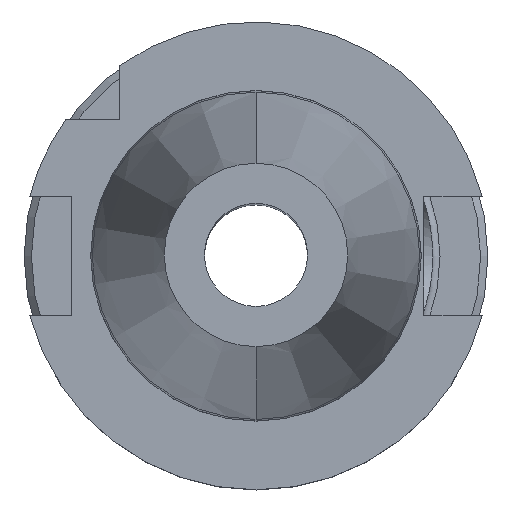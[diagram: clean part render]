
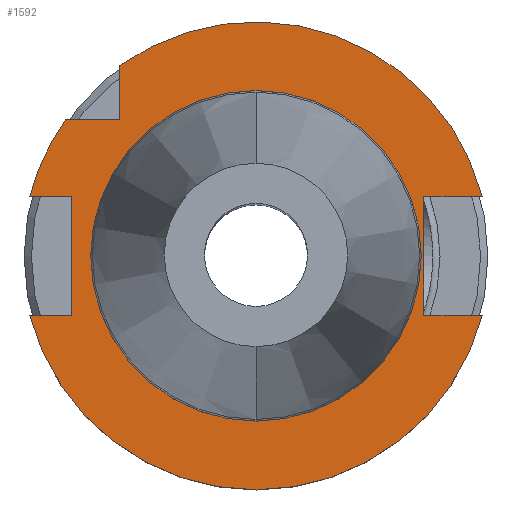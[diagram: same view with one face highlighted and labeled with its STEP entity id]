
A CAD part, top view. The second image highlights one B-rep face of the part: STEP entity #1592.
In plain terms, the highlighted planar face has unit normal (0, 0, 1).
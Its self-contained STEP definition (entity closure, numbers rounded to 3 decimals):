
#143=DIRECTION('',(0.,-1.,0.));
#144=VECTOR('',#143,7.334);
#145=CARTESIAN_POINT('',(-18.5,25.834,-3.2));
#146=LINE('',#145,#144);
#150=DIRECTION('',(-1.,0.,0.));
#151=VECTOR('',#150,7.938);
#152=CARTESIAN_POINT('',(30.738,8.05,-3.2));
#153=LINE('',#152,#151);
#157=DIRECTION('',(0.,1.,0.));
#158=VECTOR('',#157,16.1);
#159=CARTESIAN_POINT('',(22.8,-8.05,-3.2));
#160=LINE('',#159,#158);
#164=DIRECTION('',(-1.,0.,0.));
#165=VECTOR('',#164,7.938);
#166=CARTESIAN_POINT('',(30.738,-8.05,-3.2));
#167=LINE('',#166,#165);
#171=DIRECTION('',(1.,0.,0.));
#172=VECTOR('',#171,5.738);
#173=CARTESIAN_POINT('',(-30.738,-8.05,-3.2));
#174=LINE('',#173,#172);
#178=DIRECTION('',(0.,1.,0.));
#179=VECTOR('',#178,16.1);
#180=CARTESIAN_POINT('',(-25.,-8.05,-3.2));
#181=LINE('',#180,#179);
#185=DIRECTION('',(1.,0.,0.));
#186=VECTOR('',#185,5.738);
#187=CARTESIAN_POINT('',(-30.738,8.05,-3.2));
#188=LINE('',#187,#186);
#192=DIRECTION('',(1.,0.,0.));
#193=VECTOR('',#192,7.334);
#194=CARTESIAN_POINT('',(-25.834,18.5,-3.2));
#195=LINE('',#194,#193);
#213=CARTESIAN_POINT('',(0.,0.,-3.2));
#214=DIRECTION('',(0.,0.,1.));
#215=DIRECTION('',(0.,1.,0.));
#216=AXIS2_PLACEMENT_3D('',#213,#214,#215);
#221=CARTESIAN_POINT('',(0.,0.,-3.2));
#222=DIRECTION('',(0.,0.,-1.));
#223=DIRECTION('',(0.,1.,0.));
#224=AXIS2_PLACEMENT_3D('',#221,#222,#223);
#763=CARTESIAN_POINT('',(0.,0.,-3.2));
#764=DIRECTION('',(0.,0.,1.));
#765=DIRECTION('',(-0.967,-0.253,0.));
#766=AXIS2_PLACEMENT_3D('',#763,#764,#765);
#808=CARTESIAN_POINT('',(0.,0.,-3.2));
#809=DIRECTION('',(0.,0.,1.));
#810=DIRECTION('',(0.967,0.253,0.));
#811=AXIS2_PLACEMENT_3D('',#808,#809,#810);
#823=CARTESIAN_POINT('',(0.,0.,-3.2));
#824=DIRECTION('',(0.,0.,1.));
#825=DIRECTION('',(-0.813,0.582,0.));
#826=AXIS2_PLACEMENT_3D('',#823,#824,#825);
#1229=CARTESIAN_POINT('',(0.,22.334,-3.2));
#1231=VERTEX_POINT('',#1229);
#1239=CARTESIAN_POINT('',(0.,-22.334,-3.2));
#1241=VERTEX_POINT('',#1239);
#1257=CARTESIAN_POINT('',(30.738,8.05,-3.2));
#1258=VERTEX_POINT('',#1257);
#1259=CARTESIAN_POINT('',(30.738,-8.05,-3.2));
#1260=VERTEX_POINT('',#1259);
#1261=CARTESIAN_POINT('',(22.8,-8.05,-3.2));
#1262=CARTESIAN_POINT('',(22.8,8.05,-3.2));
#1263=VERTEX_POINT('',#1261);
#1264=VERTEX_POINT('',#1262);
#1307=CARTESIAN_POINT('',(-30.738,8.05,-3.2));
#1308=VERTEX_POINT('',#1307);
#1309=CARTESIAN_POINT('',(-30.738,-8.05,-3.2));
#1310=VERTEX_POINT('',#1309);
#1311=CARTESIAN_POINT('',(-25.,-8.05,-3.2));
#1312=CARTESIAN_POINT('',(-25.,8.05,-3.2));
#1313=VERTEX_POINT('',#1311);
#1314=VERTEX_POINT('',#1312);
#1339=CARTESIAN_POINT('',(-18.5,25.834,-3.2));
#1340=VERTEX_POINT('',#1339);
#1341=CARTESIAN_POINT('',(-25.834,18.5,-3.2));
#1342=VERTEX_POINT('',#1341);
#1343=CARTESIAN_POINT('',(-18.5,18.5,-3.2));
#1344=VERTEX_POINT('',#1343);
#1560=CARTESIAN_POINT('',(0.,0.,-3.2));
#1561=DIRECTION('',(0.,0.,-1.));
#1562=DIRECTION('',(0.,-1.,0.));
#1563=AXIS2_PLACEMENT_3D('',#1560,#1561,#1562);
#1564=PLANE('',#1563);
#1566=ORIENTED_EDGE('',*,*,#1565,.F.);
#1568=ORIENTED_EDGE('',*,*,#1567,.F.);
#1570=ORIENTED_EDGE('',*,*,#1569,.T.);
#1572=ORIENTED_EDGE('',*,*,#1571,.F.);
#1574=ORIENTED_EDGE('',*,*,#1573,.F.);
#1576=ORIENTED_EDGE('',*,*,#1575,.F.);
#1577=ORIENTED_EDGE('',*,*,#1542,.T.);
#1578=ORIENTED_EDGE('',*,*,#1458,.T.);
#1579=ORIENTED_EDGE('',*,*,#1485,.F.);
#1581=ORIENTED_EDGE('',*,*,#1580,.F.);
#1583=ORIENTED_EDGE('',*,*,#1582,.T.);
#1584=EDGE_LOOP('',(#1566,#1568,#1570,#1572,#1574,#1576,#1577,#1578,#1579,#1581,
#1583));
#1585=FACE_OUTER_BOUND('',#1584,.F.);
#1587=ORIENTED_EDGE('',*,*,#1586,.T.);
#1589=ORIENTED_EDGE('',*,*,#1588,.F.);
#1590=EDGE_LOOP('',(#1587,#1589));
#1591=FACE_BOUND('',#1590,.F.);
#217=CIRCLE('',#216,22.334);
#225=CIRCLE('',#224,22.334);
#767=CIRCLE('',#766,31.775);
#812=CIRCLE('',#811,31.775);
#827=CIRCLE('',#826,31.775);
#1458=EDGE_CURVE('',#1313,#1314,#181,.T.);
#1485=EDGE_CURVE('',#1308,#1314,#188,.T.);
#1542=EDGE_CURVE('',#1310,#1313,#174,.T.);
#1565=EDGE_CURVE('',#1340,#1344,#146,.T.);
#1567=EDGE_CURVE('',#1258,#1340,#812,.T.);
#1569=EDGE_CURVE('',#1258,#1264,#153,.T.);
#1571=EDGE_CURVE('',#1263,#1264,#160,.T.);
#1573=EDGE_CURVE('',#1260,#1263,#167,.T.);
#1575=EDGE_CURVE('',#1310,#1260,#767,.T.);
#1580=EDGE_CURVE('',#1342,#1308,#827,.T.);
#1582=EDGE_CURVE('',#1342,#1344,#195,.T.);
#1586=EDGE_CURVE('',#1231,#1241,#217,.T.);
#1588=EDGE_CURVE('',#1231,#1241,#225,.T.);
#1592=ADVANCED_FACE('',(#1585,#1591),#1564,.F.);
